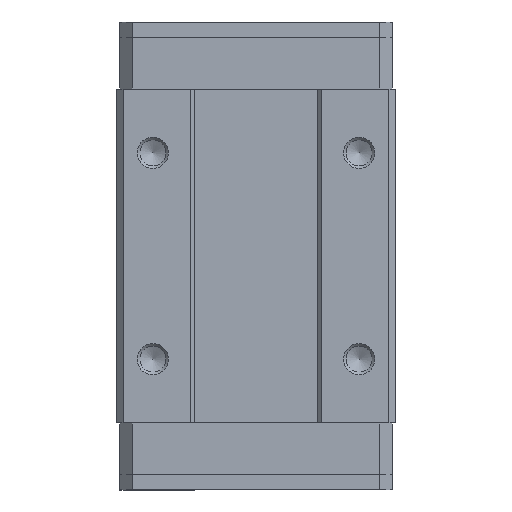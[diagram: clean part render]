
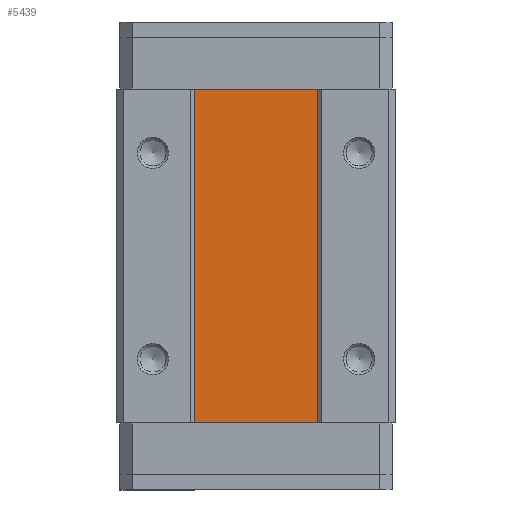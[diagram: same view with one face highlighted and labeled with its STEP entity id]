
A CAD part, front view. The second image highlights one B-rep face of the part: STEP entity #5439.
In plain terms, the highlighted planar face has unit normal (0, -1, 0).
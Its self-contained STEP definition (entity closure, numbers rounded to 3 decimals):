
#650=FACE_OUTER_BOUND('',#963,.T.);
#963=EDGE_LOOP('',(#4693,#4694,#4695,#4696));
#1462=LINE('',#8994,#2008);
#1463=LINE('',#8996,#2009);
#1464=LINE('',#8998,#2010);
#1465=LINE('',#8999,#2011);
#2008=VECTOR('',#7371,1.);
#2009=VECTOR('',#7372,1.);
#2010=VECTOR('',#7373,1.);
#2011=VECTOR('',#7374,1.);
#2543=VERTEX_POINT('',#8992);
#2544=VERTEX_POINT('',#8993);
#2545=VERTEX_POINT('',#8995);
#2546=VERTEX_POINT('',#8997);
#3280=EDGE_CURVE('',#2543,#2544,#1462,.T.);
#3281=EDGE_CURVE('',#2545,#2544,#1463,.T.);
#3282=EDGE_CURVE('',#2546,#2545,#1464,.T.);
#3283=EDGE_CURVE('',#2546,#2543,#1465,.T.);
#4693=ORIENTED_EDGE('',*,*,#3280,.T.);
#4694=ORIENTED_EDGE('',*,*,#3281,.F.);
#4695=ORIENTED_EDGE('',*,*,#3282,.F.);
#4696=ORIENTED_EDGE('',*,*,#3283,.T.);
#5165=PLANE('',#5953);
#5439=ADVANCED_FACE('',(#650),#5165,.T.);
#5953=AXIS2_PLACEMENT_3D('',#8991,#7369,#7370);
#7369=DIRECTION('center_axis',(0.,-1.,0.));
#7370=DIRECTION('ref_axis',(0.,0.,
1.));
#7371=DIRECTION('',(-1.,0.,0.));
#7372=DIRECTION('',(0.,0.,1.));
#7373=DIRECTION('',(-1.,0.,0.));
#7374=DIRECTION('',(0.,0.,1.));
#8991=CARTESIAN_POINT('Origin',(0.,-4.8,6.5));
#8992=CARTESIAN_POINT('',(6.,-4.8,38.9));
#8993=CARTESIAN_POINT('',(-6.,-4.8,38.9));
#8994=CARTESIAN_POINT('',(0.,-4.8,38.9));
#8995=CARTESIAN_POINT('',(-6.,-4.8,6.5));
#8996=CARTESIAN_POINT('',(-6.,-4.8,6.5));
#8997=CARTESIAN_POINT('',(6.,-4.8,6.5));
#8998=CARTESIAN_POINT('',(0.,-4.8,6.5));
#8999=CARTESIAN_POINT('',(6.,-4.8,6.5));
